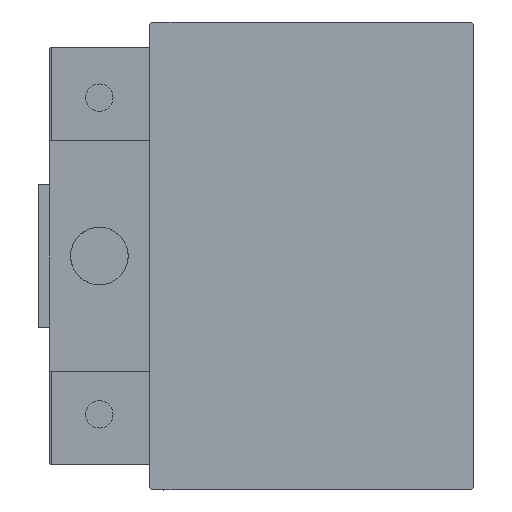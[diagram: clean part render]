
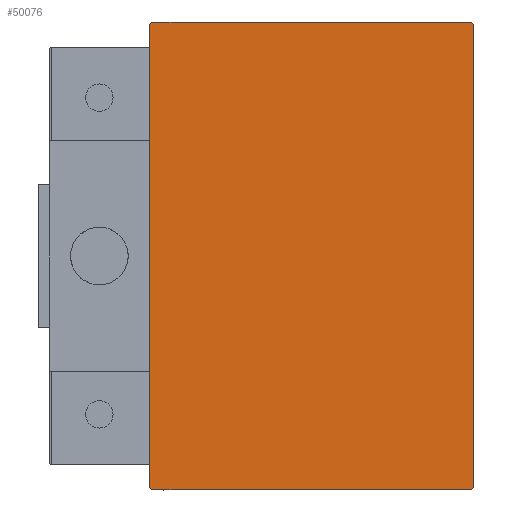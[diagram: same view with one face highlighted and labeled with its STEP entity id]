
A CAD part, left-side view. The second image highlights one B-rep face of the part: STEP entity #50076.
In plain terms, the highlighted face is planar.
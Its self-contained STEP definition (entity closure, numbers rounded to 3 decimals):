
#860 = CARTESIAN_POINT ( 'NONE',  ( 130., 0., 0. ) ) ;
#1215 = CARTESIAN_POINT ( 'NONE',  ( 130., 22.5, 32.5 ) ) ;
#3594 = ORIENTED_EDGE ( 'NONE', *, *, #28089, .T. ) ;
#4358 = VERTEX_POINT ( 'NONE', #24902 ) ;
#4709 = PLANE ( 'NONE',  #17353 ) ;
#4757 = EDGE_CURVE ( 'NONE', #6646, #4358, #43582, .T. ) ;
#6575 = VECTOR ( 'NONE', #8171, 1000. ) ;
#6646 = VERTEX_POINT ( 'NONE', #18204 ) ;
#7590 = LINE ( 'NONE', #18874, #23734 ) ;
#8171 = DIRECTION ( 'NONE',  ( 0., 0.707, -0.707 ) ) ;
#11246 = ORIENTED_EDGE ( 'NONE', *, *, #43506, .T. ) ;
#11423 = DIRECTION ( 'NONE',  ( 0., -0.707, 0.707 ) ) ;
#12407 = FACE_OUTER_BOUND ( 'NONE', #29858, .T. ) ;
#12699 = CARTESIAN_POINT ( 'NONE',  ( 130., 22.2, 32.5 ) ) ;
#12881 = EDGE_CURVE ( 'NONE', #44297, #36411, #32747, .T. ) ;
#13282 = CARTESIAN_POINT ( 'NONE',  ( 130., 22.5, 32.2 ) ) ;
#13706 = LINE ( 'NONE', #33435, #36850 ) ;
#13767 = DIRECTION ( 'NONE',  ( 0., -1., 0. ) ) ;
#16911 = ORIENTED_EDGE ( 'NONE', *, *, #17112, .T. ) ;
#17112 = EDGE_CURVE ( 'NONE', #4358, #30769, #35984, .T. ) ;
#17353 = AXIS2_PLACEMENT_3D ( 'NONE', #860, #47825, #32154 ) ;
#18204 = CARTESIAN_POINT ( 'NONE',  ( 130., -22.5, -32.2 ) ) ;
#18450 = CARTESIAN_POINT ( 'NONE',  ( 130., -22.5, 32.5 ) ) ;
#18874 = CARTESIAN_POINT ( 'NONE',  ( 130., 27.35, 27.35 ) ) ;
#20011 = VECTOR ( 'NONE', #27771, 1000. ) ;
#20292 = CARTESIAN_POINT ( 'NONE',  ( 130., -22.2, 32.5 ) ) ;
#21510 = CARTESIAN_POINT ( 'NONE',  ( 130., 22.5, -32.2 ) ) ;
#22215 = VECTOR ( 'NONE', #42913, 1000. ) ;
#23347 = ORIENTED_EDGE ( 'NONE', *, *, #46256, .T. ) ;
#23402 = CARTESIAN_POINT ( 'NONE',  ( 130., 22.5, -32.5 ) ) ;
#23734 = VECTOR ( 'NONE', #11423, 1000. ) ;
#23948 = CARTESIAN_POINT ( 'NONE',  ( 130., -22.5, -32.5 ) ) ;
#24759 = VECTOR ( 'NONE', #13767, 1000. ) ;
#24902 = CARTESIAN_POINT ( 'NONE',  ( 130., -22.2, -32.5 ) ) ;
#25371 = DIRECTION ( 'NONE',  ( 0., 0., -1. ) ) ;
#25521 = ORIENTED_EDGE ( 'NONE', *, *, #46020, .T. ) ;
#27244 = LINE ( 'NONE', #23402, #22215 ) ;
#27771 = DIRECTION ( 'NONE',  ( 0., 1., 0. ) ) ;
#28089 = EDGE_CURVE ( 'NONE', #42504, #45611, #27244, .T. ) ;
#28692 = ORIENTED_EDGE ( 'NONE', *, *, #12881, .T. ) ;
#29858 = EDGE_LOOP ( 'NONE', ( #16911, #23347, #3594, #25521, #28692, #42566, #11246, #48051 ) ) ;
#30769 = VERTEX_POINT ( 'NONE', #37840 ) ;
#31322 = DIRECTION ( 'NONE',  ( 0., -0.707, -0.707 ) ) ;
#32154 = DIRECTION ( 'NONE',  ( 0., 0., -1. ) ) ;
#32747 = LINE ( 'NONE', #1215, #24759 ) ;
#33435 = CARTESIAN_POINT ( 'NONE',  ( 130., 27.35, -27.35 ) ) ;
#34153 = LINE ( 'NONE', #41862, #36483 ) ;
#35984 = LINE ( 'NONE', #23948, #20011 ) ;
#36411 = VERTEX_POINT ( 'NONE', #20292 ) ;
#36483 = VECTOR ( 'NONE', #31322, 1000. ) ;
#36594 = VECTOR ( 'NONE', #25371, 1000. ) ;
#36850 = VECTOR ( 'NONE', #49109, 1000. ) ;
#37840 = CARTESIAN_POINT ( 'NONE',  ( 130., 22.2, -32.5 ) ) ;
#39622 = VERTEX_POINT ( 'NONE', #43473 ) ;
#39721 = CARTESIAN_POINT ( 'NONE',  ( 130., -27.35, -27.35 ) ) ;
#40976 = EDGE_CURVE ( 'NONE', #36411, #39622, #34153, .T. ) ;
#41773 = LINE ( 'NONE', #18450, #36594 ) ;
#41862 = CARTESIAN_POINT ( 'NONE',  ( 130., -27.35, 27.35 ) ) ;
#42504 = VERTEX_POINT ( 'NONE', #21510 ) ;
#42566 = ORIENTED_EDGE ( 'NONE', *, *, #40976, .T. ) ;
#42913 = DIRECTION ( 'NONE',  ( 0., 0., 1. ) ) ;
#43473 = CARTESIAN_POINT ( 'NONE',  ( 130., -22.5, 32.2 ) ) ;
#43506 = EDGE_CURVE ( 'NONE', #39622, #6646, #41773, .T. ) ;
#43582 = LINE ( 'NONE', #39721, #6575 ) ;
#44297 = VERTEX_POINT ( 'NONE', #12699 ) ;
#45611 = VERTEX_POINT ( 'NONE', #13282 ) ;
#46020 = EDGE_CURVE ( 'NONE', #45611, #44297, #7590, .T. ) ;
#46256 = EDGE_CURVE ( 'NONE', #30769, #42504, #13706, .T. ) ;
#47825 = DIRECTION ( 'NONE',  ( 1., 0., 0. ) ) ;
#48051 = ORIENTED_EDGE ( 'NONE', *, *, #4757, .T. ) ;
#49109 = DIRECTION ( 'NONE',  ( 0., 0.707, 0.707 ) ) ;
#50076 = ADVANCED_FACE ( 'NONE', ( #12407 ), #4709, .T. ) ;
